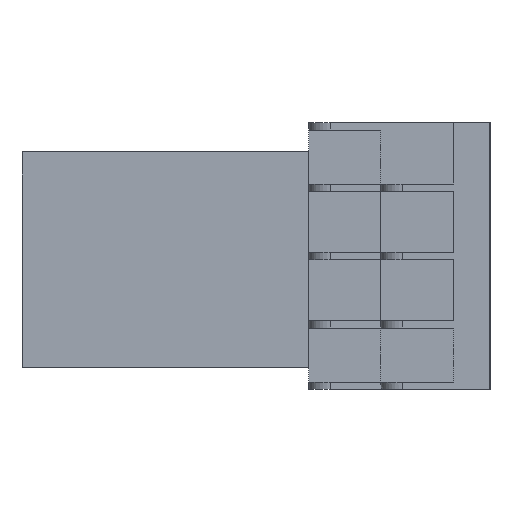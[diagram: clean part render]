
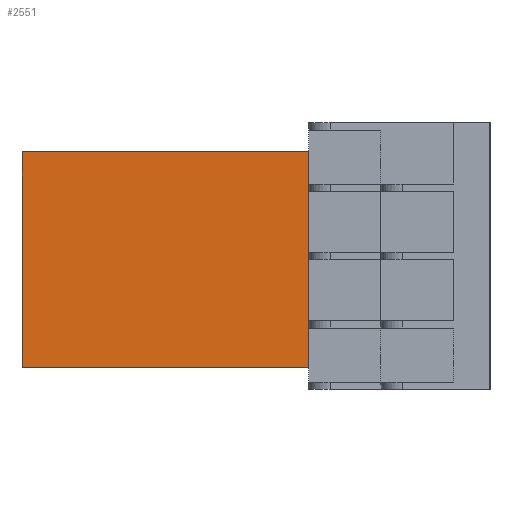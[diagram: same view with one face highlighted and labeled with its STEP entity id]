
A CAD part, left-side view. The second image highlights one B-rep face of the part: STEP entity #2551.
In plain terms, the highlighted planar face has unit normal (-1, 0, 0).
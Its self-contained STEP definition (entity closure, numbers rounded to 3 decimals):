
#299=FACE_OUTER_BOUND('',#467,.T.);
#467=EDGE_LOOP('',(#2300,#2301,#2302,#2303));
#742=LINE('',#4248,#1024);
#746=LINE('',#4257,#1028);
#747=LINE('',#4258,#1029);
#748=LINE('',#4259,#1030);
#1024=VECTOR('',#3530,39.829);
#1028=VECTOR('',#3536,39.829);
#1029=VECTOR('',#3537,30.);
#1030=VECTOR('',#3538,30.);
#1250=VERTEX_POINT('',#4246);
#1251=VERTEX_POINT('',#4247);
#1254=VERTEX_POINT('',#4255);
#1255=VERTEX_POINT('',#4256);
#1600=EDGE_CURVE('',#1250,#1251,#742,.T.);
#1604=EDGE_CURVE('',#1254,#1255,#746,.T.);
#1605=EDGE_CURVE('',#1251,#1255,#747,.T.);
#1606=EDGE_CURVE('',#1254,#1250,#748,.T.);
#2300=ORIENTED_EDGE('',*,*,#1604,.T.);
#2301=ORIENTED_EDGE('',*,*,#1605,.F.);
#2302=ORIENTED_EDGE('',*,*,#1600,.F.);
#2303=ORIENTED_EDGE('',*,*,#1606,.F.);
#2415=PLANE('',#2841);
#2551=ADVANCED_FACE('',(#299),#2415,.T.);
#2841=AXIS2_PLACEMENT_3D('',#4254,#3534,#3535);
#3530=DIRECTION('',(0.,1.,0.));
#3534=DIRECTION('center_axis',(-1.,0.,0.));
#3535=DIRECTION('ref_axis',(0.,0.,1.));
#3536=DIRECTION('',(0.,1.,0.));
#3537=DIRECTION('',(0.,0.,1.));
#3538=DIRECTION('',(0.,0.,-1.));
#4246=CARTESIAN_POINT('',(-13.5,-7.329,-15.));
#4247=CARTESIAN_POINT('',(-13.5,32.5,-15.));
#4248=CARTESIAN_POINT('',(-13.5,-7.329,-15.));
#4254=CARTESIAN_POINT('Origin',(-13.5,-57.579,-15.));
#4255=CARTESIAN_POINT('',(-13.5,-7.329,15.));
#4256=CARTESIAN_POINT('',(-13.5,32.5,15.));
#4257=CARTESIAN_POINT('',(-13.5,-7.329,15.));
#4258=CARTESIAN_POINT('',(-13.5,32.5,-15.));
#4259=CARTESIAN_POINT('',(-13.5,-7.329,15.));
